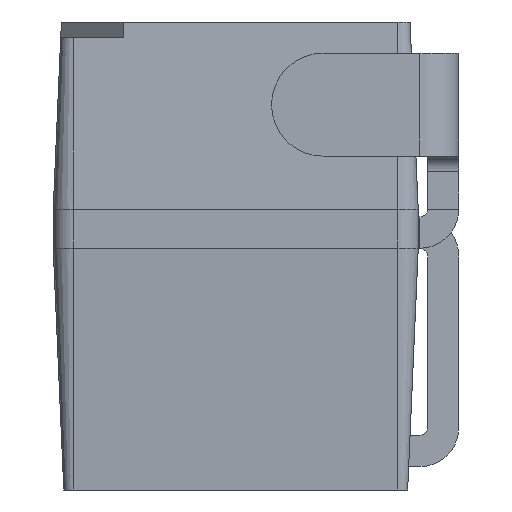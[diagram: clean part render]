
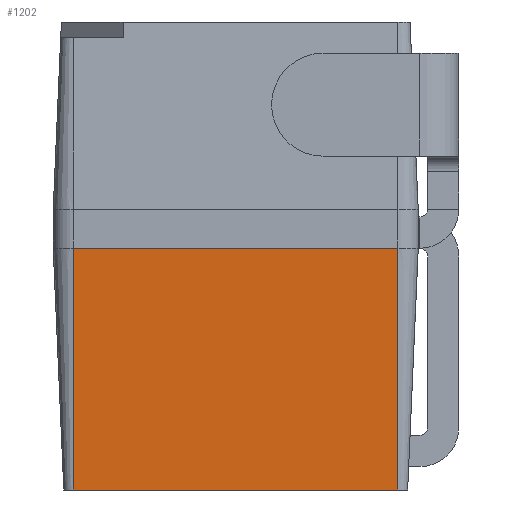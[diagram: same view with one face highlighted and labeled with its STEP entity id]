
A CAD part, left-side view. The second image highlights one B-rep face of the part: STEP entity #1202.
In plain terms, the highlighted planar face has unit normal (-0.999, 0, -0.044).
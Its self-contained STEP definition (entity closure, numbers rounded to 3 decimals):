
#2 = DIRECTION ( 'NONE',  ( -0.999, 0., -0.044 ) ) ;
#114 = DIRECTION ( 'NONE',  ( 0., 1., 0. ) ) ;
#407 = DIRECTION ( 'NONE',  ( 0., -1., 0. ) ) ;
#445 = LINE ( 'NONE', #2505, #2445 ) ;
#460 = PLANE ( 'NONE',  #4726 ) ;
#471 = EDGE_LOOP ( 'NONE', ( #4046, #482, #4481, #485 ) ) ;
#482 = ORIENTED_EDGE ( 'NONE', *, *, #4585, .F. ) ;
#485 = ORIENTED_EDGE ( 'NONE', *, *, #3396, .T. ) ;
#536 = VERTEX_POINT ( 'NONE', #2960 ) ;
#768 = CARTESIAN_POINT ( 'NONE',  ( -2.225, 0.195, -0.125 ) ) ;
#789 = VERTEX_POINT ( 'NONE', #3912 ) ;
#845 = LINE ( 'NONE', #768, #1712 ) ;
#1033 = CARTESIAN_POINT ( 'NONE',  ( -2.225, 1.235, -0.125 ) ) ;
#1187 = CARTESIAN_POINT ( 'NONE',  ( -2.225, 0.195, -0.125 ) ) ;
#1202 = ADVANCED_FACE ( 'NONE', ( #4025 ), #460, .T. ) ;
#1412 = VECTOR ( 'NONE', #4868, 1000. ) ;
#1642 = VERTEX_POINT ( 'NONE', #3448 ) ;
#1712 = VECTOR ( 'NONE', #407, 1000. ) ;
#1863 = DIRECTION ( 'NONE',  ( -0.044, 0., 0.999 ) ) ;
#2064 = LINE ( 'NONE', #1187, #1412 ) ;
#2359 = LINE ( 'NONE', #1033, #3142 ) ;
#2422 = VERTEX_POINT ( 'NONE', #2616 ) ;
#2445 = VECTOR ( 'NONE', #114, 1000. ) ;
#2505 = CARTESIAN_POINT ( 'NONE',  ( -2.191, 0.195, -0.9 ) ) ;
#2616 = CARTESIAN_POINT ( 'NONE',  ( -2.225, 0.195, -0.125 ) ) ;
#2960 = CARTESIAN_POINT ( 'NONE',  ( -2.191, 0.195, -0.9 ) ) ;
#3142 = VECTOR ( 'NONE', #1863, 1000. ) ;
#3158 = EDGE_CURVE ( 'NONE', #536, #1642, #445, .T. ) ;
#3396 = EDGE_CURVE ( 'NONE', #536, #2422, #2064, .T. ) ;
#3448 = CARTESIAN_POINT ( 'NONE',  ( -2.191, 1.235, -0.9 ) ) ;
#3912 = CARTESIAN_POINT ( 'NONE',  ( -2.225, 1.235, -0.125 ) ) ;
#4025 = FACE_OUTER_BOUND ( 'NONE', #471, .T. ) ;
#4046 = ORIENTED_EDGE ( 'NONE', *, *, #4702, .F. ) ;
#4065 = DIRECTION ( 'NONE',  ( -0.044, 0., 0.999 ) ) ;
#4481 = ORIENTED_EDGE ( 'NONE', *, *, #3158, .F. ) ;
#4585 = EDGE_CURVE ( 'NONE', #1642, #789, #2359, .T. ) ;
#4702 = EDGE_CURVE ( 'NONE', #789, #2422, #845, .T. ) ;
#4726 = AXIS2_PLACEMENT_3D ( 'NONE', #4882, #2, #4065 ) ;
#4868 = DIRECTION ( 'NONE',  ( -0.044, 0., 0.999 ) ) ;
#4882 = CARTESIAN_POINT ( 'NONE',  ( -2.225, 0.195, -0.125 ) ) ;
